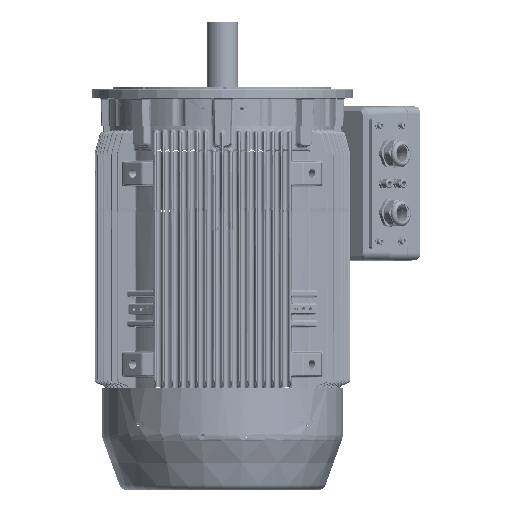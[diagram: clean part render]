
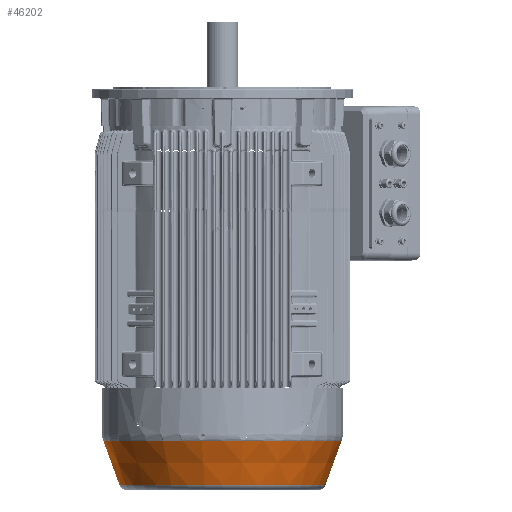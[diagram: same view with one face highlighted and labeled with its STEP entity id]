
A CAD part, front view. The second image highlights one B-rep face of the part: STEP entity #46202.
In plain terms, the highlighted conical face has half-angle 20 degrees and reference radius 259.882 mm.
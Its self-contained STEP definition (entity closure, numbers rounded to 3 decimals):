
#46202=ADVANCED_FACE('',(#120949,#120950),#51065,.T.);
#51065=CONICAL_SURFACE('',#141547,259.882,20.);
#52874=EDGE_LOOP('',(#65127));
#52875=EDGE_LOOP('',(#65128));
#65127=ORIENTED_EDGE('',*,*,#98510,.T.);
#65128=ORIENTED_EDGE('',*,*,#98508,.F.);
#98508=EDGE_CURVE('',#126072,#126072,#118623,.T.);
#98510=EDGE_CURVE('',#126074,#126074,#118625,.T.);
#118623=CIRCLE('',#141543,259.882);
#118625=CIRCLE('',#141546,300.485);
#120949=FACE_BOUND('',#52874,.T.);
#120950=FACE_BOUND('',#52875,.T.);
#126072=VERTEX_POINT('',#197586);
#126074=VERTEX_POINT('',#197591);
#141543=AXIS2_PLACEMENT_3D('',#197585,#153777,#153778);
#141546=AXIS2_PLACEMENT_3D('',#197590,#153783,#153784);
#141547=AXIS2_PLACEMENT_3D('',#197592,#153785,#153786);
#153777=DIRECTION('',(0.,0.,-1.));
#153778=DIRECTION('',(-1.,0.,0.));
#153783=DIRECTION('',(0.,0.,-1.));
#153784=DIRECTION('',(-1.,0.,0.));
#153785=DIRECTION('',(0.,0.,1.));
#153786=DIRECTION('',(1.,0.,0.));
#197585=CARTESIAN_POINT('',(0.,0.,-996.84));
#197586=CARTESIAN_POINT('',(-259.882,0.,-996.84));
#197590=CARTESIAN_POINT('',(0.,0.,-885.285));
#197591=CARTESIAN_POINT('',(-300.485,0.,-885.285));
#197592=CARTESIAN_POINT('',(0.,0.,-996.84));
